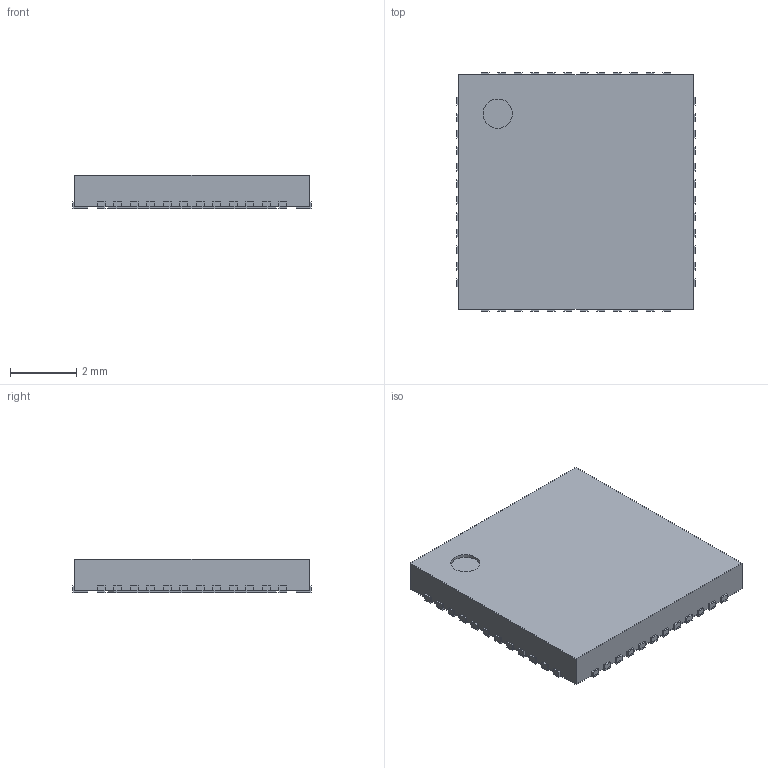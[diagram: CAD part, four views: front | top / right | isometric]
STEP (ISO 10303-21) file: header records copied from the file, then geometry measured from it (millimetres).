
FILE_DESCRIPTION(('Open CASCADE Model'),'2;1');
FILE_NAME('Open CASCADE Shape Model','2021-04-29T15:32:52',('Author'),( 'Open CASCADE'),'Open CASCADE STEP processor 6.8','Open CASCADE 6.8' ,'Unknown');
FILE_SCHEMA(('AUTOMOTIVE_DESIGN { 1 0 10303 214 1 1 1 1 }'));
Length unit declared in the file: millimetre
Products named in the file (9): PCB; Designator1; 8606939136; Open_CASCADE_STEP_translator_6.8_1.1; Body; Open_CASCADE_STEP_translator_6.8_1.2.1; Thermal_Shape; Pin_Shape; Open_CASCADE_STEP_translator_6.8_1.4.1
Assembly tree (54 placements, depth 4):
  PCB
  Designator1
    8606939136
      Open_CASCADE_STEP_translator_6.8_1.1
      Body
        Open_CASCADE_STEP_translator_6.8_1.2.1
      Thermal_Shape
      Pin_Shape  x48
        Open_CASCADE_STEP_translator_6.8_1.4.1
Bounding box: 7.2 x 7.2 x 1 mm (x, y, z)
Volume: 49.5 mm3; surface area: 199.5 mm2
Topology: 50 solids, 51 shells, 688 faces, 1375 edges, 789 vertices
Faces by surface type: plane 687, cylinder 1
Full cylindrical faces by diameter (mm): 0.887 x1
Entity records: 1310 total; most frequent: DIRECTION 232, CARTESIAN_POINT 181, ORIENTED_EDGE 117, AXIS2_PLACEMENT_3D 88, PRODUCT_DEFINITION_SHAPE 63, EDGE_CURVE 59, LINE 56, VECTOR 56
